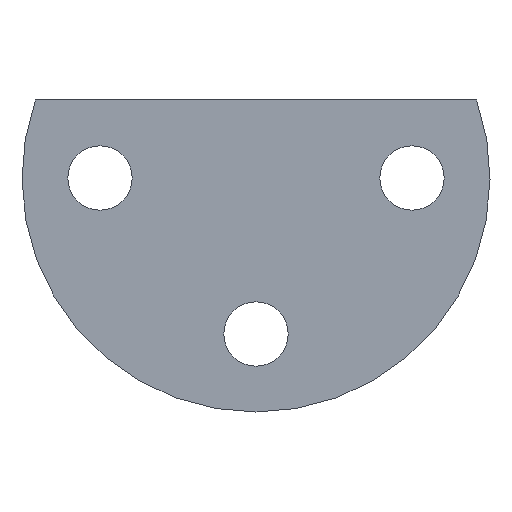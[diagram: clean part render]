
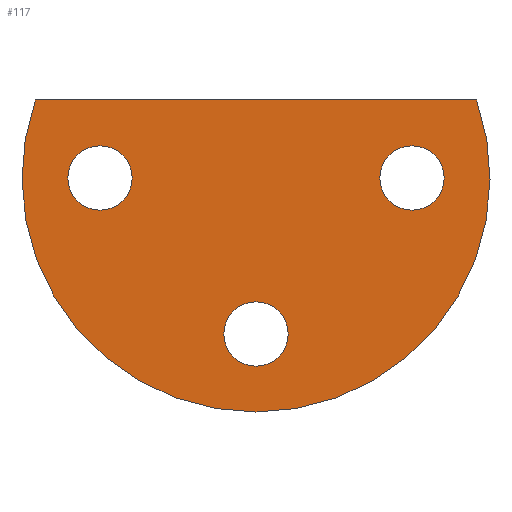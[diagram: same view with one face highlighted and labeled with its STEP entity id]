
A CAD part, left-side view. The second image highlights one B-rep face of the part: STEP entity #117.
In plain terms, the highlighted planar face has unit normal (-1, 0, 0).
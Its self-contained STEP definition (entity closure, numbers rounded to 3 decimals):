
#117 = ADVANCED_FACE( '', ( #252, #253, #254, #255 ), #256, .F. );
#252 = FACE_OUTER_BOUND( '', #436, .T. );
#253 = FACE_BOUND( '', #437, .T. );
#254 = FACE_BOUND( '', #438, .T. );
#255 = FACE_BOUND( '', #439, .T. );
#256 = PLANE( '', #440 );
#436 = EDGE_LOOP( '', ( #617, #618 ) );
#437 = EDGE_LOOP( '', ( #619 ) );
#438 = EDGE_LOOP( '', ( #620 ) );
#439 = EDGE_LOOP( '', ( #621 ) );
#440 = AXIS2_PLACEMENT_3D( '', #622, #623, #624 );
#617 = ORIENTED_EDGE( '', *, *, #1000, .F. );
#618 = ORIENTED_EDGE( '', *, *, #1001, .T. );
#619 = ORIENTED_EDGE( '', *, *, #1002, .F. );
#620 = ORIENTED_EDGE( '', *, *, #1003, .T. );
#621 = ORIENTED_EDGE( '', *, *, #1004, .F. );
#622 = CARTESIAN_POINT( '', ( 0., 0., 0. ) );
#623 = DIRECTION( '', ( 1., 0., 0. ) );
#624 = DIRECTION( '', ( 0., 0., -1. ) );
#1000 = EDGE_CURVE( '', #1152, #1153, #1154, .T. );
#1001 = EDGE_CURVE( '', #1152, #1153, #1155, .T. );
#1002 = EDGE_CURVE( '', #1156, #1156, #1157, .F. );
#1003 = EDGE_CURVE( '', #1158, #1158, #1159, .T. );
#1004 = EDGE_CURVE( '', #1160, #1160, #1161, .T. );
#1152 = VERTEX_POINT( '', #1366 );
#1153 = VERTEX_POINT( '', #1367 );
#1154 = CIRCLE( '', #1368, 24. );
#1155 = LINE( '', #1369, #1370 );
#1156 = VERTEX_POINT( '', #1371 );
#1157 = CIRCLE( '', #1372, 3.3 );
#1158 = VERTEX_POINT( '', #1373 );
#1159 = CIRCLE( '', #1374, 3.3 );
#1160 = VERTEX_POINT( '', #1375 );
#1161 = CIRCLE( '', #1376, 3.3 );
#1366 = CARTESIAN_POINT( '', ( 0., -22.627, 8. ) );
#1367 = CARTESIAN_POINT( '', ( 0., 22.627, 8. ) );
#1368 = AXIS2_PLACEMENT_3D( '', #1734, #1735, #1736 );
#1369 = CARTESIAN_POINT( '', ( 0., -26., 8. ) );
#1370 = VECTOR( '', #1737, 1000. );
#1371 = CARTESIAN_POINT( '', ( 0., 16., -3.3 ) );
#1372 = AXIS2_PLACEMENT_3D( '', #1738, #1739, #1740 );
#1373 = CARTESIAN_POINT( '', ( 0., 0., -19.3 ) );
#1374 = AXIS2_PLACEMENT_3D( '', #1741, #1742, #1743 );
#1375 = CARTESIAN_POINT( '', ( 0., -16., 3.3 ) );
#1376 = AXIS2_PLACEMENT_3D( '', #1744, #1745, #1746 );
#1734 = CARTESIAN_POINT( '', ( 0., 0., 0. ) );
#1735 = DIRECTION( '', ( 1., 0., 0. ) );
#1736 = DIRECTION( '', ( 0., 0., -1. ) );
#1737 = DIRECTION( '', ( 0., 1., 0. ) );
#1738 = CARTESIAN_POINT( '', ( 0., 16., 0. ) );
#1739 = DIRECTION( '', ( 1., 0., 0. ) );
#1740 = DIRECTION( '', ( 0., 0., -1. ) );
#1741 = CARTESIAN_POINT( '', ( 0., 0., -16. ) );
#1742 = DIRECTION( '', ( 1., 0., 0. ) );
#1743 = DIRECTION( '', ( 0., 0., -1. ) );
#1744 = CARTESIAN_POINT( '', ( 0., -16., 0. ) );
#1745 = DIRECTION( '', ( -1., 0., 0. ) );
#1746 = DIRECTION( '', ( 0., 0., 1. ) );
